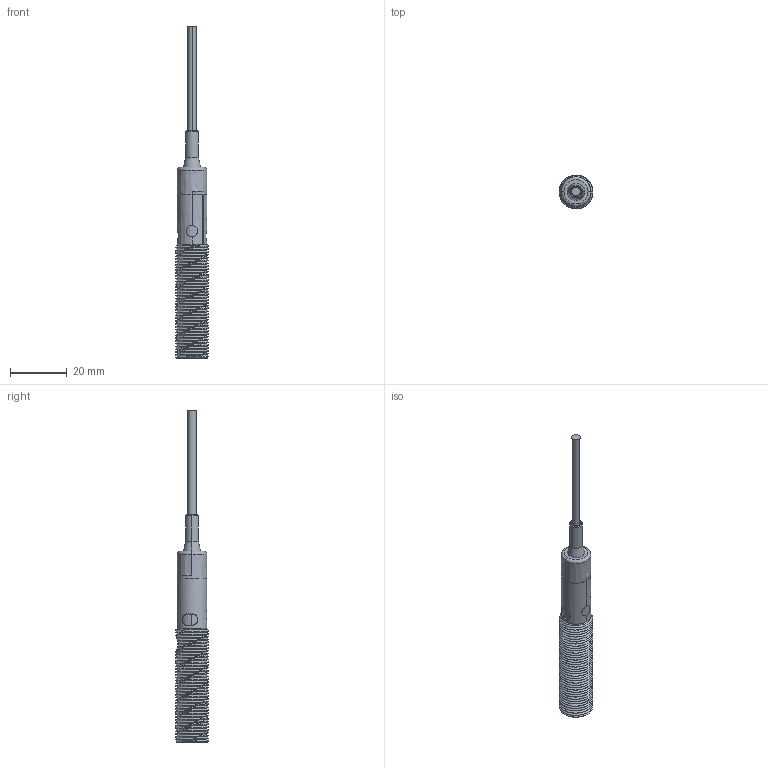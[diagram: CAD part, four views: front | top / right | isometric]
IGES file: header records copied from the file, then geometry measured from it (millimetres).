
Start section:  PTC IGES file: 137699.igs
Global section: file name: 137699.igs; native system: Pro/ENGINEER by Parametric Technology Corporation; preprocessor: 2006170; author: banengservice; organization: Unknown; date: 20080107.151658; units: inch
Bounding box: 11.88 x 11.88 x 117.5 mm (x, y, z)
Volume: 3276.4 mm3; surface area: 9419 mm2
Topology: 6 solids, 6 shells, 466 faces, 1245 edges, 789 vertices
Faces by surface type: revolution 253, bspline 213
